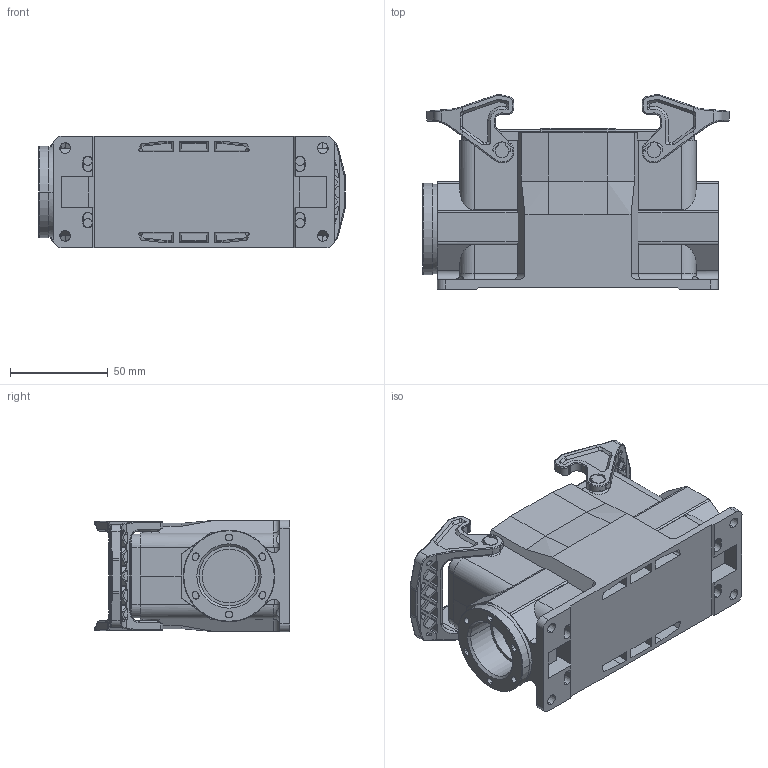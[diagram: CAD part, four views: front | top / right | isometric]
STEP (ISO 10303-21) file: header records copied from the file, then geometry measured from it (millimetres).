
FILE_DESCRIPTION((''),'2;1');
FILE_NAME('ASM0019_SW0003','2023-12-29T',('yp.zhu'),(''),'PRO/ENGINEER BY PARAMETRIC TECHNOLOGY CORPORATION, 2012480','PRO/ENGINEER BY PARAMETRIC TECHNOLOGY CORPORATION, 2012480','');
FILE_SCHEMA(('CONFIG_CONTROL_DESIGN'));
Products named in the file (1): ASM0019_SW0003
Bounding box: 157 x 99.91 x 57 mm (x, y, z)
Volume: 205285.1 mm3; surface area: 109568.7 mm2
Topology: 3 solids, 3 shells, 1543 faces, 4391 edges, 2903 vertices
Faces by surface type: plane 664, cylinder 559, bspline 136, torus 74, cone 72, extrusion 30, sphere 8
Entity records: 75379 total; most frequent: CARTESIAN_POINT 37470, ORIENTED_EDGE 8750, DIRECTION 6692, EDGE_CURVE 4375, VERTEX_POINT 2903, VECTOR 2248, AXIS2_PLACEMENT_3D 2222, LINE 2218
